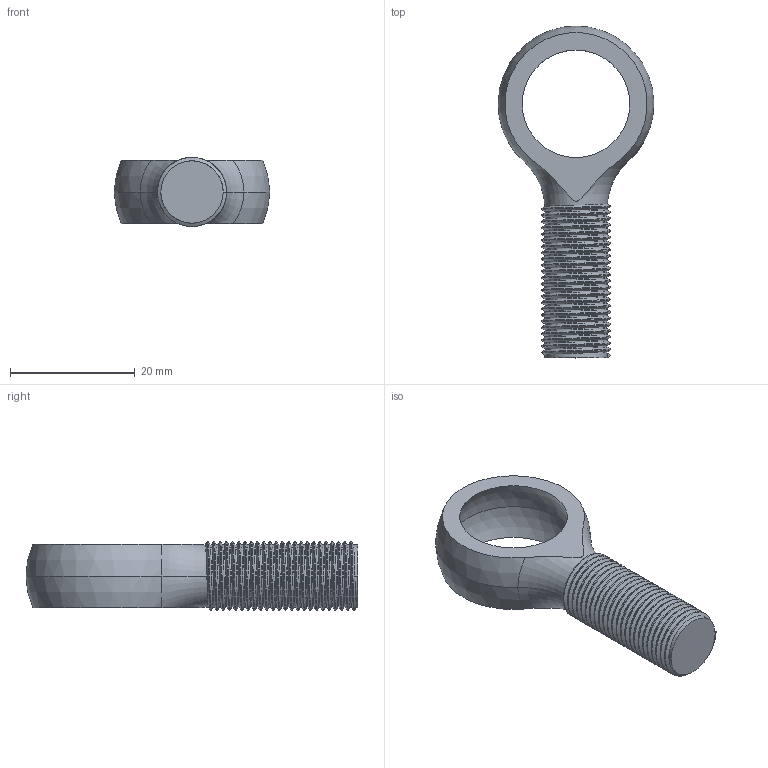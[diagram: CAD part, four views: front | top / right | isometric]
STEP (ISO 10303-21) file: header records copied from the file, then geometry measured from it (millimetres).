
FILE_DESCRIPTION (( 'STEP AP203' ), '1' );
FILE_NAME ('Hiem joint Body_Default_sldprt.STEP', '2026-02-04T19:33:05', ( '' ), ( '' ), 'SwSTEP 2.0', 'SolidWorks 2025', '' );
FILE_SCHEMA (( 'CONFIG_CONTROL_DESIGN' ));
Length unit declared in the file: millimetre
Products named in the file (1): Hiem joint Body_Default_sldprt
Bounding box: 24.99 x 53.27 x 11.08 mm (x, y, z)
Volume: 4330.2 mm3; surface area: 3233.2 mm2
Topology: 1 solids, 1 shells, 63 faces, 179 edges, 118 vertices
Faces by surface type: cylinder 49, plane 5, sphere 4, bspline 3, torus 2
Entity records: 5719 total; most frequent: CARTESIAN_POINT 4304, ORIENTED_EDGE 352, DIRECTION 217, EDGE_CURVE 176, VERTEX_POINT 117, AXIS2_PLACEMENT_3D 81, EDGE_LOOP 67, ADVANCED_FACE 63
